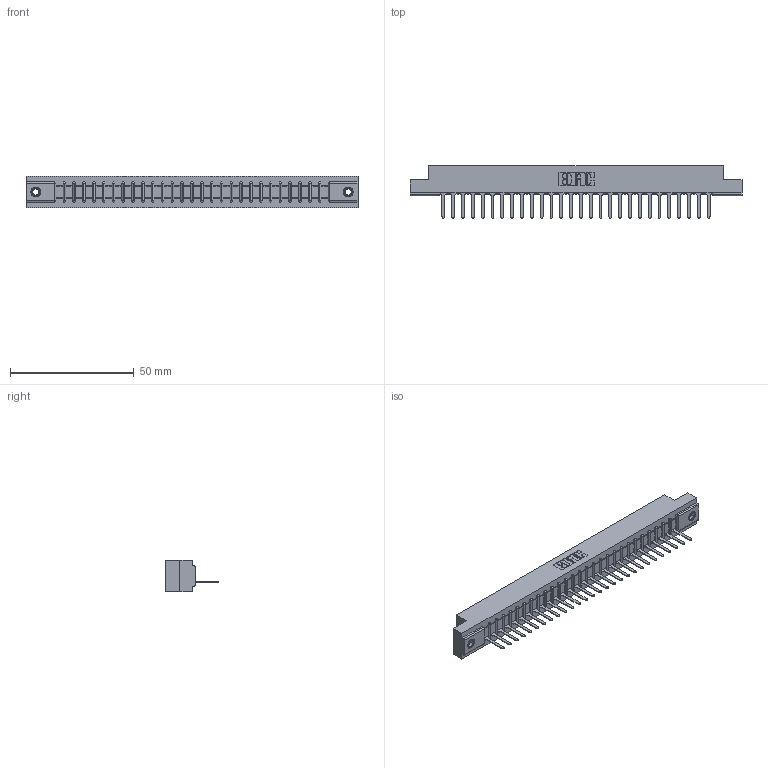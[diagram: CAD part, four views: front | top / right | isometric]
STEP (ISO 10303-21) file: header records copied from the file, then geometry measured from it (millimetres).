
FILE_DESCRIPTION (( 'STEP AP203' ), '1' );
FILE_NAME ('357-028-527-107.STEP', '2019-09-14T02:58:03', ( '' ), ( '' ), 'SwSTEP 2.0', 'SolidWorks 2016', '' );
FILE_SCHEMA (( 'CONFIG_CONTROL_DESIGN' ));
Length unit declared in the file: inch
Products named in the file (4): 345-250-001_345-250-005-103; 357-028-527-107; 307-290-001_527; 307 Part_.156 Dia Mounting Holes
Assembly tree (31 placements, depth 2):
  357-028-527-107
    307 Part_.156 Dia Mounting Holes
    307-290-001_527  x28
    345-250-001_345-250-005-103  x2
Bounding box: 133.96 x 21.11 x 12.7 mm (x, y, z)
Volume: 13831.3 mm3; surface area: 14607.9 mm2
Topology: 31 solids, 31 shells, 1775 faces, 4995 edges, 3206 vertices
Faces by surface type: plane 1138, cylinder 563, sphere 58, cone 12, torus 4
Entity records: 26883 total; most frequent: CARTESIAN_POINT 4503, ORIENTED_EDGE 4482, DIRECTION 4397, EDGE_CURVE 2241, LINE 1713, VECTOR 1713, VERTEX_POINT 1448, AXIS2_PLACEMENT_3D 1342
